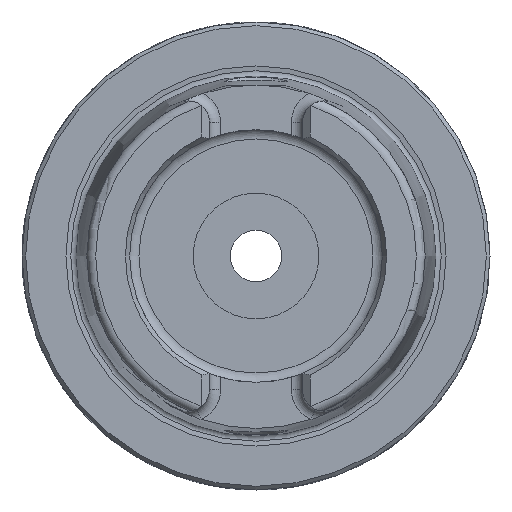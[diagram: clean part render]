
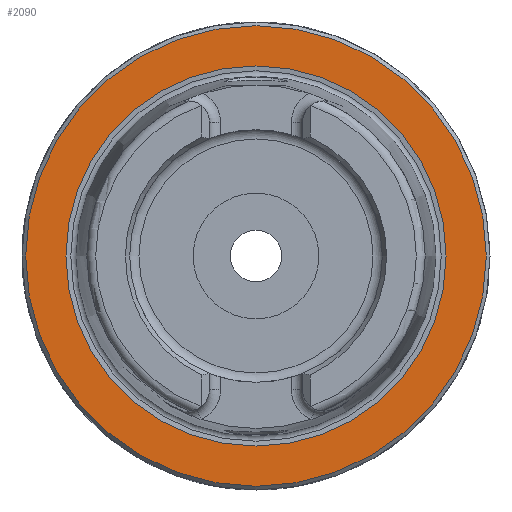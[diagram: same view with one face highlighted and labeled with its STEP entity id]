
A CAD part, left-side view. The second image highlights one B-rep face of the part: STEP entity #2090.
In plain terms, the highlighted planar face has unit normal (-1, 0, 0).
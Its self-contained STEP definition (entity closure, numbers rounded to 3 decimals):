
#101=FACE_BOUND('',#459,.T.);
#143=PLANE('',#2361);
#327=FACE_OUTER_BOUND('',#458,.T.);
#458=EDGE_LOOP('',(#1939));
#459=EDGE_LOOP('',(#1940));
#800=CIRCLE('',#2360,25.588);
#801=CIRCLE('',#2362,31.);
#1007=VERTEX_POINT('',#4435);
#1008=VERTEX_POINT('',#4439);
#1319=EDGE_CURVE('',#1007,#1007,#800,.T.);
#1320=EDGE_CURVE('',#1008,#1008,#801,.T.);
#1939=ORIENTED_EDGE('',*,*,#1320,.F.);
#1940=ORIENTED_EDGE('',*,*,#1319,.T.);
#2090=ADVANCED_FACE('',(#327,#101),#143,.T.);
#2360=AXIS2_PLACEMENT_3D('',#4437,#2962,#2963);
#2361=AXIS2_PLACEMENT_3D('',#4438,#2964,#2965);
#2362=AXIS2_PLACEMENT_3D('',#4440,#2966,#2967);
#2962=DIRECTION('center_axis',(1.,0.,0.));
#2963=DIRECTION('ref_axis',(0.,0.,-1.));
#2964=DIRECTION('center_axis',(-1.,0.,0.));
#2965=DIRECTION('ref_axis',(0.,0.,1.));
#2966=DIRECTION('center_axis',(1.,0.,0.));
#2967=DIRECTION('ref_axis',(0.,0.,-1.));
#4435=CARTESIAN_POINT('',(0.,-25.588,0.));
#4437=CARTESIAN_POINT('Origin',(0.,0.,0.));
#4438=CARTESIAN_POINT('Origin',(0.,31.,0.));
#4439=CARTESIAN_POINT('',(0.,-31.,0.));
#4440=CARTESIAN_POINT('Origin',(0.,0.,0.));
